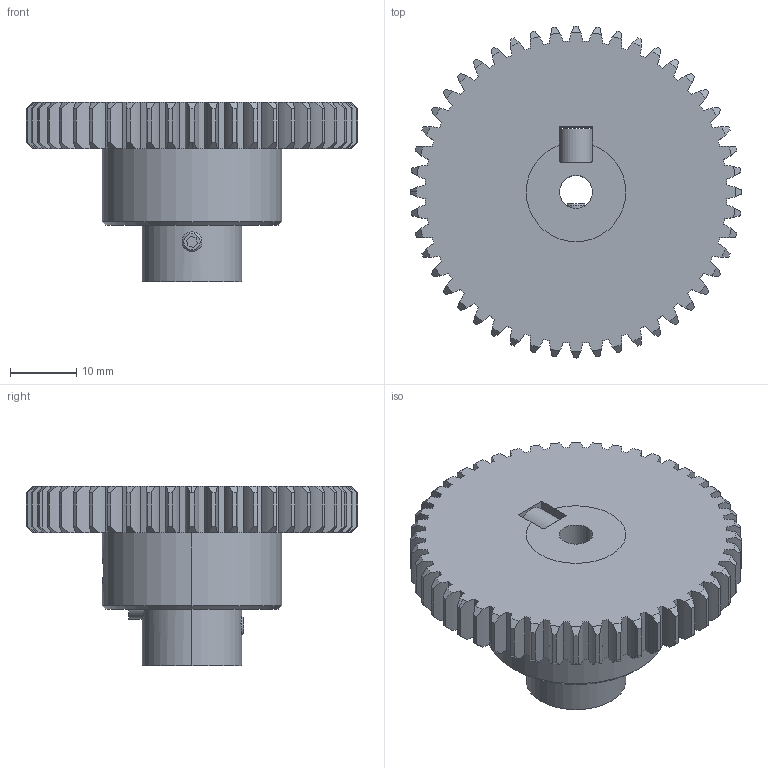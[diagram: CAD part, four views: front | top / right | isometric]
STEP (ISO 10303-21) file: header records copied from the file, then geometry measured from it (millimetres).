
FILE_DESCRIPTION (( 'STEP AP203' ), '1' );
FILE_NAME ('Axe_Correcteur_Axe_Un_sldprt.STEP', '2018-04-10T07:30:16', ( '' ), ( '' ), 'SwSTEP 2.0', 'SolidWorks 2017', '' );
FILE_SCHEMA (( 'CONFIG_CONTROL_DESIGN' ));
Length unit declared in the file: millimetre
Products named in the file (1): Axe_Correcteur_Axe_Un_sldprt
Bounding box: 50 x 50 x 27 mm (x, y, z)
Volume: 19969.4 mm3; surface area: 9743.1 mm2
Topology: 4 solids, 4 shells, 362 faces, 1035 edges, 685 vertices
Faces by surface type: cylinder 218, cone 110, plane 32, torus 2
Entity records: 12512 total; most frequent: CARTESIAN_POINT 2841, DIRECTION 2097, ORIENTED_EDGE 2070, EDGE_CURVE 1035, AXIS2_PLACEMENT_3D 903, VERTEX_POINT 685, CIRCLE 540, EDGE_LOOP 372
